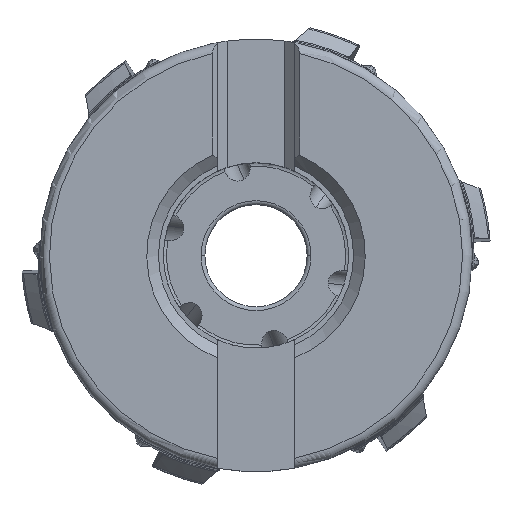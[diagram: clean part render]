
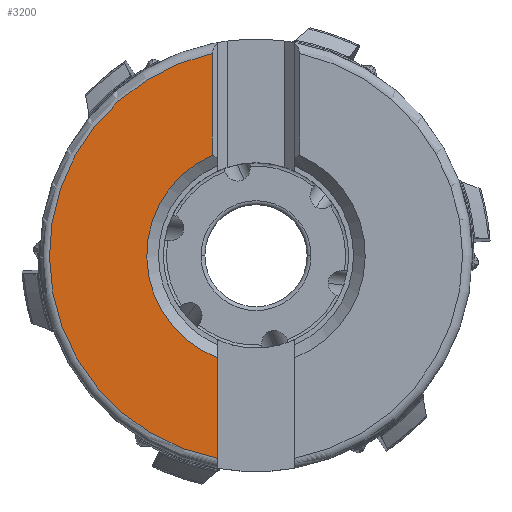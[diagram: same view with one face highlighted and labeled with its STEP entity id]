
A CAD part, top view. The second image highlights one B-rep face of the part: STEP entity #3200.
In plain terms, the highlighted planar face has unit normal (0, 0, 1).
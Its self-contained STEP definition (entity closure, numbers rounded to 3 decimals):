
#749=FACE_OUTER_BOUND('',#4477,.T.);
#1254=PLANE('',#15516);
#1833=LINE('',#30050,#2521);
#1834=LINE('',#30054,#2522);
#2521=VECTOR('',#18374,1.);
#2522=VECTOR('',#18377,1.);
#3200=ADVANCED_FACE('',(#749),#1254,.T.);
#4477=EDGE_LOOP('',(#8127,#8128,#8129,#8130));
#8127=ORIENTED_EDGE('',*,*,#12946,.T.);
#8128=ORIENTED_EDGE('',*,*,#12947,.F.);
#8129=ORIENTED_EDGE('',*,*,#12948,.T.);
#8130=ORIENTED_EDGE('',*,*,#12945,.F.);
#11073=VERTEX_POINT('',#30028);
#11074=VERTEX_POINT('',#30047);
#11075=VERTEX_POINT('',#30051);
#11076=VERTEX_POINT('',#30053);
#12945=EDGE_CURVE('',#11074,#11073,#14164,.T.);
#12946=EDGE_CURVE('',#11074,#11075,#1833,.T.);
#12947=EDGE_CURVE('',#11076,#11075,#14165,.T.);
#12948=EDGE_CURVE('',#11076,#11073,#1834,.T.);
#14164=CIRCLE('',#15513,21.225);
#14165=CIRCLE('',#15515,11.225);
#15513=AXIS2_PLACEMENT_3D('',#30048,#18370,#18371);
#15515=AXIS2_PLACEMENT_3D('',#30052,#18375,#18376);
#15516=AXIS2_PLACEMENT_3D('',#30055,#18378,#18379);
#18370=DIRECTION('',(0.,0.,-1.));
#18371=DIRECTION('',(-0.187,-0.982,0.));
#18374=DIRECTION('',(0.,1.,0.));
#18375=DIRECTION('',(0.,0.,1.));
#18376=DIRECTION('',(-0.398,0.917,0.));
#18377=DIRECTION('',(0.,1.,0.));
#18378=DIRECTION('',(0.,0.,1.));
#18379=DIRECTION('',(-1.,0.,0.));
#30028=CARTESIAN_POINT('',(-4.47,20.749,0.));
#30047=CARTESIAN_POINT('',(-3.97,-20.85,0.));
#30048=CARTESIAN_POINT('',(0.,0.,0.));
#30050=CARTESIAN_POINT('',(-3.97,-20.85,0.));
#30051=CARTESIAN_POINT('',(-3.97,-10.5,0.));
#30052=CARTESIAN_POINT('',(0.,0.,0.));
#30053=CARTESIAN_POINT('',(-4.47,10.297,0.));
#30054=CARTESIAN_POINT('',(-4.47,10.297,0.));
#30055=CARTESIAN_POINT('',(-12.598,-0.051,0.));
